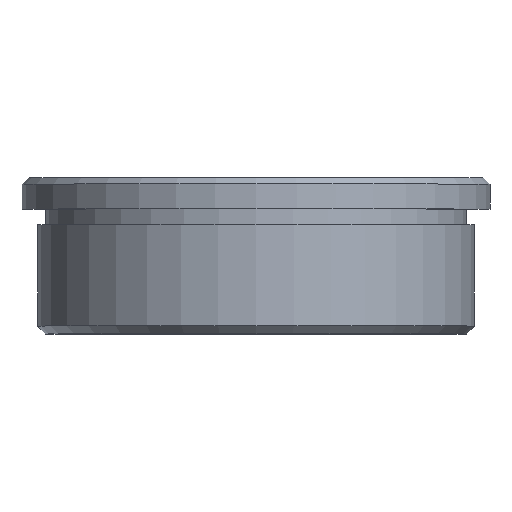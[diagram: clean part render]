
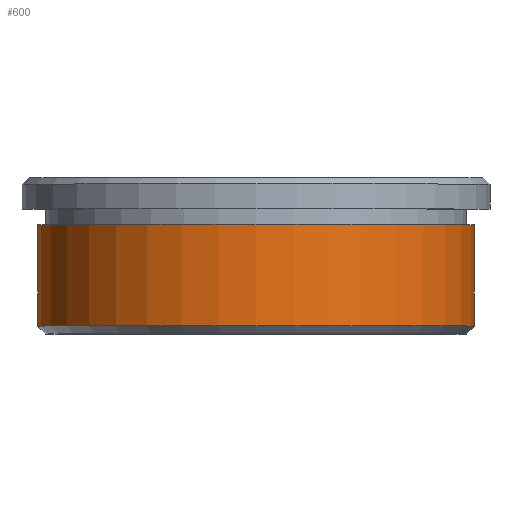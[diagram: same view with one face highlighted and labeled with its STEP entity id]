
A CAD part, top view. The second image highlights one B-rep face of the part: STEP entity #600.
In plain terms, the highlighted cylindrical face has radius 7 mm (diameter 14 mm), a full revolution.
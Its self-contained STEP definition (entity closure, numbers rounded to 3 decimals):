
#38=CYLINDRICAL_SURFACE('',#723,7.);
#60=LINE('',#1126,#82);
#82=VECTOR('',#936,7.);
#148=FACE_OUTER_BOUND('',#194,.T.);
#194=EDGE_LOOP('',(#530,#531,#532,#533,#534));
#271=CIRCLE('',#711,7.);
#273=CIRCLE('',#713,7.);
#278=CIRCLE('',#724,7.);
#321=VERTEX_POINT('',#1099);
#322=VERTEX_POINT('',#1100);
#328=VERTEX_POINT('',#1125);
#392=EDGE_CURVE('',#321,#322,#271,.T.);
#395=EDGE_CURVE('',#322,#321,#273,.T.);
#405=EDGE_CURVE('',#321,#328,#60,.T.);
#406=EDGE_CURVE('',#328,#328,#278,.T.);
#530=ORIENTED_EDGE('',*,*,#392,.F.);
#531=ORIENTED_EDGE('',*,*,#405,.T.);
#532=ORIENTED_EDGE('',*,*,#406,.T.);
#533=ORIENTED_EDGE('',*,*,#405,.F.);
#534=ORIENTED_EDGE('',*,*,#395,.F.);
#600=ADVANCED_FACE('',(#148),#38,.T.);
#711=AXIS2_PLACEMENT_3D('',#1101,#904,#905);
#713=AXIS2_PLACEMENT_3D('',#1105,#909,#910);
#723=AXIS2_PLACEMENT_3D('',#1124,#934,#935);
#724=AXIS2_PLACEMENT_3D('',#1127,#937,#938);
#904=DIRECTION('center_axis',(0.,-1.,0.));
#905=DIRECTION('ref_axis',(0.,0.,-1.));
#909=DIRECTION('center_axis',(0.,-1.,0.));
#910=DIRECTION('ref_axis',(0.,0.,-1.));
#934=DIRECTION('center_axis',(0.,1.,0.));
#935=DIRECTION('ref_axis',(0.,0.,1.));
#936=DIRECTION('',(0.,1.,0.));
#937=DIRECTION('center_axis',(0.,-1.,0.));
#938=DIRECTION('ref_axis',(0.,0.,-1.));
#1099=CARTESIAN_POINT('',(0.,0.254,-7.));
#1100=CARTESIAN_POINT('',(0.,0.254,7.));
#1101=CARTESIAN_POINT('Origin',(0.,0.254,0.));
#1105=CARTESIAN_POINT('Origin',(0.,0.254,0.));
#1124=CARTESIAN_POINT('Origin',(0.,4.,0.));
#1125=CARTESIAN_POINT('',(0.,3.5,-7.));
#1126=CARTESIAN_POINT('',(0.,4.,-7.));
#1127=CARTESIAN_POINT('Origin',(0.,3.5,0.));
